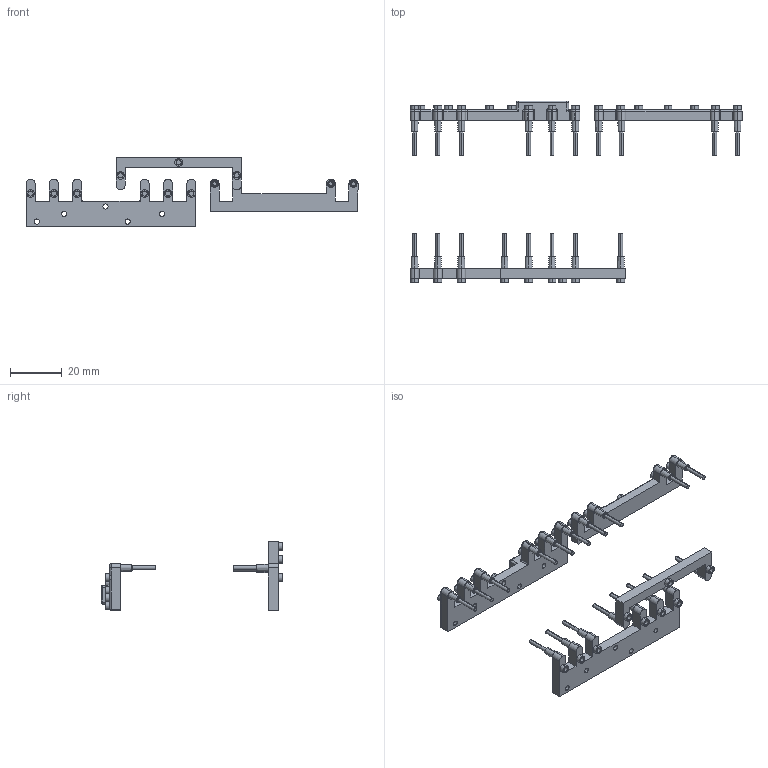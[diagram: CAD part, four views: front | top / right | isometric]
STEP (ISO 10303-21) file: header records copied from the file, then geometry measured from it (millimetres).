
FILE_DESCRIPTION (( 'STEP AP214' ), '1' );
FILE_NAME ('ECC0-SD.STEP', '2014-02-03T18:30:01', ( '' ), ( '' ), 'SwSTEP 2.0', 'SolidWorks 2013', '' );
FILE_SCHEMA (( 'AUTOMOTIVE_DESIGN' ));
Length unit declared in the file: millimetre
Products named in the file (1): ECC0-SD
Bounding box: 128 x 70.05 x 26.8 mm (x, y, z)
Volume: 10453 mm3; surface area: 10401.9 mm2
Topology: 26 solids, 26 shells, 578 faces, 1295 edges, 813 vertices
Faces by surface type: cylinder 268, plane 201, cone 56, torus 37, bspline 12, sphere 4
Entity records: 23153 total; most frequent: CARTESIAN_POINT 3168, DIRECTION 3089, ORIENTED_EDGE 2582, EDGE_CURVE 1291, AXIS2_PLACEMENT_3D 1250, VERTEX_POINT 813, CIRCLE 683, EDGE_LOOP 654
